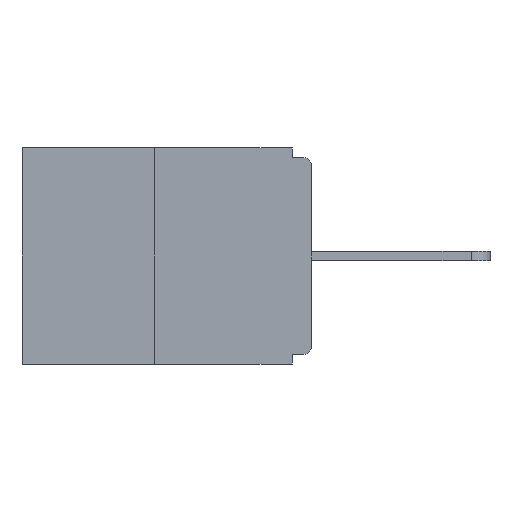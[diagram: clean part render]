
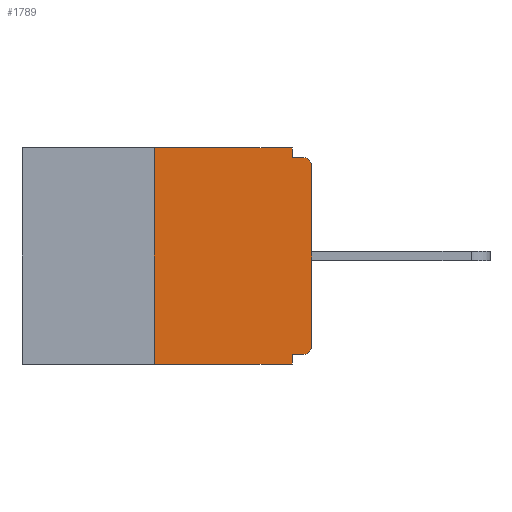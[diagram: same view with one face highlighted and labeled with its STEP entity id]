
A CAD part, left-side view. The second image highlights one B-rep face of the part: STEP entity #1789.
In plain terms, the highlighted planar face has unit normal (-1, 0, 0).
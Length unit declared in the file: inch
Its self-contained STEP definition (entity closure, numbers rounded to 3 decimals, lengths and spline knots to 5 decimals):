
#96 = ORIENTED_EDGE ( 'NONE', *, *, #6549, .F. ) ;
#117 = ORIENTED_EDGE ( 'NONE', *, *, #2734, .T. ) ;
#458 = CARTESIAN_POINT ( 'NONE',  ( 0., 0.015, -0.313 ) ) ;
#1131 = CARTESIAN_POINT ( 'NONE',  ( 0., 0., -0.015 ) ) ;
#1216 = CARTESIAN_POINT ( 'NONE',  ( 0., 0.25, 0. ) ) ;
#1226 = VERTEX_POINT ( 'NONE', #3917 ) ;
#1274 = CARTESIAN_POINT ( 'NONE',  ( 0., 0.46, 0. ) ) ;
#1709 = DIRECTION ( 'NONE',  ( 0., -1., 0. ) ) ;
#1789 = ADVANCED_FACE ( 'NONE', ( #8486 ), #3589, .F. ) ;
#1803 = CARTESIAN_POINT ( 'NONE',  ( 0., 0., -0.313 ) ) ;
#1952 = VECTOR ( 'NONE', #2355, 39.37008 ) ;
#2062 = VERTEX_POINT ( 'NONE', #7679 ) ;
#2087 = VERTEX_POINT ( 'NONE', #2850 ) ;
#2168 = ORIENTED_EDGE ( 'NONE', *, *, #6571, .T. ) ;
#2355 = DIRECTION ( 'NONE',  ( 0., 0., 1. ) ) ;
#2576 = CIRCLE ( 'NONE', #10327, 0.015 ) ;
#2734 = EDGE_CURVE ( 'NONE', #10340, #8236, #5652, .T. ) ;
#2809 = EDGE_CURVE ( 'NONE', #1226, #2062, #5191, .T. ) ;
#2850 = CARTESIAN_POINT ( 'NONE',  ( 0., 0.25, -0.343 ) ) ;
#2908 = VECTOR ( 'NONE', #5032, 39.37008 ) ;
#3017 = EDGE_LOOP ( 'NONE', ( #3058, #7074, #4989, #8318, #96, #117, #8907, #2168, #7106, #6504 ) ) ;
#3058 = ORIENTED_EDGE ( 'NONE', *, *, #7006, .F. ) ;
#3262 = LINE ( 'NONE', #3458, #6015 ) ;
#3282 = LINE ( 'NONE', #9711, #8218 ) ;
#3458 = CARTESIAN_POINT ( 'NONE',  ( 0., 0.25, 0. ) ) ;
#3589 = PLANE ( 'NONE',  #10182 ) ;
#3598 = VERTEX_POINT ( 'NONE', #5222 ) ;
#3609 = DIRECTION ( 'NONE',  ( 0., 0., -1. ) ) ;
#3855 = EDGE_CURVE ( 'NONE', #2087, #6027, #3262, .T. ) ;
#3917 = CARTESIAN_POINT ( 'NONE',  ( 0., 0.031, -0.328 ) ) ;
#4082 = LINE ( 'NONE', #5016, #7855 ) ;
#4102 = CARTESIAN_POINT ( 'NONE',  ( 0., 0.015, -0.03 ) ) ;
#4256 = DIRECTION ( 'NONE',  ( 0., 0., 1. ) ) ;
#4281 = DIRECTION ( 'NONE',  ( 0., 0., -1. ) ) ;
#4473 = CARTESIAN_POINT ( 'NONE',  ( 0., 0.031, -0.343 ) ) ;
#4744 = CARTESIAN_POINT ( 'NONE',  ( 0., 0.015, -0.328 ) ) ;
#4837 = CARTESIAN_POINT ( 'NONE',  ( 0., 0., -0.328 ) ) ;
#4877 = EDGE_CURVE ( 'NONE', #9381, #8275, #3282, .T. ) ;
#4989 = ORIENTED_EDGE ( 'NONE', *, *, #8252, .T. ) ;
#5016 = CARTESIAN_POINT ( 'NONE',  ( 0., 0.46, -0.343 ) ) ;
#5032 = DIRECTION ( 'NONE',  ( 0., -1., 0. ) ) ;
#5191 = LINE ( 'NONE', #4473, #10384 ) ;
#5222 = CARTESIAN_POINT ( 'NONE',  ( 0., 0., -0.03 ) ) ;
#5469 = AXIS2_PLACEMENT_3D ( 'NONE', #458, #8406, #6707 ) ;
#5515 = DIRECTION ( 'NONE',  ( -1., 0., 0. ) ) ;
#5652 = CIRCLE ( 'NONE', #5469, 0.015 ) ;
#5790 = CARTESIAN_POINT ( 'NONE',  ( 0., 0.031, 0. ) ) ;
#5859 = LINE ( 'NONE', #9077, #8607 ) ;
#6015 = VECTOR ( 'NONE', #4256, 39.37008 ) ;
#6027 = VERTEX_POINT ( 'NONE', #1216 ) ;
#6447 = CARTESIAN_POINT ( 'NONE',  ( 0., 0.031, -0.015 ) ) ;
#6504 = ORIENTED_EDGE ( 'NONE', *, *, #4877, .F. ) ;
#6549 = EDGE_CURVE ( 'NONE', #10340, #1226, #10339, .T. ) ;
#6571 = EDGE_CURVE ( 'NONE', #3598, #9474, #2576, .T. ) ;
#6642 = EDGE_CURVE ( 'NONE', #8275, #9474, #9938, .T. ) ;
#6707 = DIRECTION ( 'NONE',  ( 0., 0., -1. ) ) ;
#6894 = DIRECTION ( 'NONE',  ( 1., 0., 0. ) ) ;
#7006 = EDGE_CURVE ( 'NONE', #6027, #9381, #5859, .T. ) ;
#7074 = ORIENTED_EDGE ( 'NONE', *, *, #3855, .F. ) ;
#7106 = ORIENTED_EDGE ( 'NONE', *, *, #6642, .F. ) ;
#7679 = CARTESIAN_POINT ( 'NONE',  ( 0., 0.031, -0.343 ) ) ;
#7695 = DIRECTION ( 'NONE',  ( 0., 0., -1. ) ) ;
#7812 = EDGE_CURVE ( 'NONE', #8236, #3598, #7976, .T. ) ;
#7855 = VECTOR ( 'NONE', #9773, 39.37008 ) ;
#7976 = LINE ( 'NONE', #8819, #1952 ) ;
#8218 = VECTOR ( 'NONE', #4281, 39.37008 ) ;
#8236 = VERTEX_POINT ( 'NONE', #1803 ) ;
#8252 = EDGE_CURVE ( 'NONE', #2087, #2062, #4082, .T. ) ;
#8275 = VERTEX_POINT ( 'NONE', #6447 ) ;
#8318 = ORIENTED_EDGE ( 'NONE', *, *, #2809, .F. ) ;
#8406 = DIRECTION ( 'NONE',  ( -1., 0., 0. ) ) ;
#8486 = FACE_OUTER_BOUND ( 'NONE', #3017, .T. ) ;
#8607 = VECTOR ( 'NONE', #1709, 39.37008 ) ;
#8673 = DIRECTION ( 'NONE',  ( 0., 1., 0. ) ) ;
#8819 = CARTESIAN_POINT ( 'NONE',  ( 0., 0., 0. ) ) ;
#8907 = ORIENTED_EDGE ( 'NONE', *, *, #7812, .T. ) ;
#8966 = VECTOR ( 'NONE', #8673, 39.37008 ) ;
#9077 = CARTESIAN_POINT ( 'NONE',  ( 0., 0.46, 0. ) ) ;
#9381 = VERTEX_POINT ( 'NONE', #5790 ) ;
#9474 = VERTEX_POINT ( 'NONE', #9765 ) ;
#9529 = DIRECTION ( 'NONE',  ( 0., 0., -1. ) ) ;
#9711 = CARTESIAN_POINT ( 'NONE',  ( 0., 0.031, 0. ) ) ;
#9765 = CARTESIAN_POINT ( 'NONE',  ( 0., 0.015, -0.015 ) ) ;
#9773 = DIRECTION ( 'NONE',  ( 0., -1., 0. ) ) ;
#9938 = LINE ( 'NONE', #1131, #2908 ) ;
#10182 = AXIS2_PLACEMENT_3D ( 'NONE', #1274, #6894, #7695 ) ;
#10327 = AXIS2_PLACEMENT_3D ( 'NONE', #4102, #5515, #9529 ) ;
#10339 = LINE ( 'NONE', #4837, #8966 ) ;
#10340 = VERTEX_POINT ( 'NONE', #4744 ) ;
#10384 = VECTOR ( 'NONE', #3609, 39.37008 ) ;
